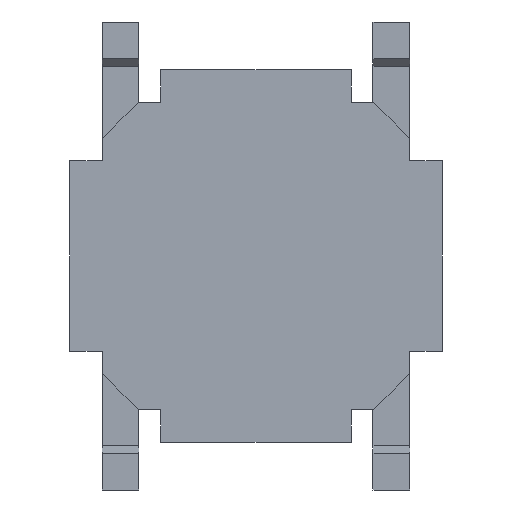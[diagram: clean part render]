
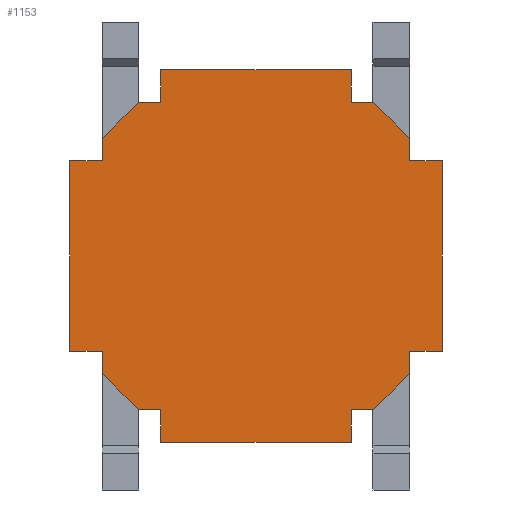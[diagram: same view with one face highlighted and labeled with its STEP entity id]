
A CAD part, left-side view. The second image highlights one B-rep face of the part: STEP entity #1153.
In plain terms, the highlighted planar face has unit normal (-1, 0, 0).
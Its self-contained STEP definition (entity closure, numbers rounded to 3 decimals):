
#18=DIRECTION('',(0.,0.707,-0.707));
#19=VECTOR('',#18,0.695);
#20=CARTESIAN_POINT('',(0.,1.609,2.1));
#21=LINE('',#20,#19);
#22=DIRECTION('',(0.,-1.,0.));
#23=VECTOR('',#22,0.309);
#24=CARTESIAN_POINT('',(0.,1.609,2.1));
#25=LINE('',#24,#23);
#26=DIRECTION('',(0.,0.,-1.));
#27=VECTOR('',#26,0.45);
#28=CARTESIAN_POINT('',(0.,1.3,2.55));
#29=LINE('',#28,#27);
#30=DIRECTION('',(0.,-1.,0.));
#31=VECTOR('',#30,2.6);
#32=CARTESIAN_POINT('',(0.,1.3,2.55));
#33=LINE('',#32,#31);
#34=DIRECTION('',(0.,0.,-1.));
#35=VECTOR('',#34,0.45);
#36=CARTESIAN_POINT('',(0.,-1.3,2.55));
#37=LINE('',#36,#35);
#38=DIRECTION('',(0.,1.,0.));
#39=VECTOR('',#38,0.309);
#40=CARTESIAN_POINT('',(0.,-1.609,2.1));
#41=LINE('',#40,#39);
#42=DIRECTION('',(0.,0.707,0.707));
#43=VECTOR('',#42,0.695);
#44=CARTESIAN_POINT('',(0.,-2.1,1.609));
#45=LINE('',#44,#43);
#46=DIRECTION('',(0.,0.,1.));
#47=VECTOR('',#46,0.309);
#48=CARTESIAN_POINT('',(0.,-2.1,1.3));
#49=LINE('',#48,#47);
#50=DIRECTION('',(0.,1.,0.));
#51=VECTOR('',#50,0.45);
#52=CARTESIAN_POINT('',(0.,-2.55,1.3));
#53=LINE('',#52,#51);
#54=DIRECTION('',(0.,0.,-1.));
#55=VECTOR('',#54,2.6);
#56=CARTESIAN_POINT('',(0.,-2.55,1.3));
#57=LINE('',#56,#55);
#58=DIRECTION('',(0.,1.,0.));
#59=VECTOR('',#58,0.45);
#60=CARTESIAN_POINT('',(0.,-2.55,-1.3));
#61=LINE('',#60,#59);
#62=DIRECTION('',(0.,0.,1.));
#63=VECTOR('',#62,0.309);
#64=CARTESIAN_POINT('',(0.,-2.1,-1.609));
#65=LINE('',#64,#63);
#66=DIRECTION('',(0.,-0.707,0.707));
#67=VECTOR('',#66,0.695);
#68=CARTESIAN_POINT('',(0.,-1.609,-2.1));
#69=LINE('',#68,#67);
#70=DIRECTION('',(0.,1.,0.));
#71=VECTOR('',#70,0.309);
#72=CARTESIAN_POINT('',(0.,-1.609,-2.1));
#73=LINE('',#72,#71);
#74=DIRECTION('',(0.,0.,1.));
#75=VECTOR('',#74,0.45);
#76=CARTESIAN_POINT('',(0.,-1.3,-2.55));
#77=LINE('',#76,#75);
#78=DIRECTION('',(0.,1.,0.));
#79=VECTOR('',#78,2.6);
#80=CARTESIAN_POINT('',(0.,-1.3,-2.55));
#81=LINE('',#80,#79);
#82=DIRECTION('',(0.,0.,1.));
#83=VECTOR('',#82,0.45);
#84=CARTESIAN_POINT('',(0.,1.3,-2.55));
#85=LINE('',#84,#83);
#86=DIRECTION('',(0.,-1.,0.));
#87=VECTOR('',#86,0.309);
#88=CARTESIAN_POINT('',(0.,1.609,-2.1));
#89=LINE('',#88,#87);
#90=DIRECTION('',(0.,-0.707,-0.707));
#91=VECTOR('',#90,0.695);
#92=CARTESIAN_POINT('',(0.,2.1,-1.609));
#93=LINE('',#92,#91);
#94=DIRECTION('',(0.,0.,-1.));
#95=VECTOR('',#94,0.309);
#96=CARTESIAN_POINT('',(0.,2.1,-1.3));
#97=LINE('',#96,#95);
#98=DIRECTION('',(0.,-1.,0.));
#99=VECTOR('',#98,0.45);
#100=CARTESIAN_POINT('',(0.,2.55,-1.3));
#101=LINE('',#100,#99);
#102=DIRECTION('',(0.,0.,1.));
#103=VECTOR('',#102,2.6);
#104=CARTESIAN_POINT('',(0.,2.55,-1.3));
#105=LINE('',#104,#103);
#106=DIRECTION('',(0.,-1.,0.));
#107=VECTOR('',#106,0.45);
#108=CARTESIAN_POINT('',(0.,2.55,1.3));
#109=LINE('',#108,#107);
#110=DIRECTION('',(0.,0.,-1.));
#111=VECTOR('',#110,0.309);
#112=CARTESIAN_POINT('',(0.,2.1,1.609));
#113=LINE('',#112,#111);
#834=CARTESIAN_POINT('',(0.,1.3,-2.55));
#835=CARTESIAN_POINT('',(0.,1.3,-2.1));
#836=VERTEX_POINT('',#834);
#837=VERTEX_POINT('',#835);
#838=CARTESIAN_POINT('',(0.,1.3,2.55));
#839=CARTESIAN_POINT('',(0.,1.3,2.1));
#840=VERTEX_POINT('',#838);
#841=VERTEX_POINT('',#839);
#842=CARTESIAN_POINT('',(0.,-1.3,-2.55));
#843=CARTESIAN_POINT('',(0.,-1.3,-2.1));
#844=VERTEX_POINT('',#842);
#845=VERTEX_POINT('',#843);
#846=CARTESIAN_POINT('',(0.,-1.3,2.55));
#847=CARTESIAN_POINT('',(0.,-1.3,2.1));
#848=VERTEX_POINT('',#846);
#849=VERTEX_POINT('',#847);
#866=CARTESIAN_POINT('',(0.,2.55,-1.3));
#867=CARTESIAN_POINT('',(0.,2.1,-1.3));
#868=VERTEX_POINT('',#866);
#869=VERTEX_POINT('',#867);
#870=CARTESIAN_POINT('',(0.,2.55,1.3));
#871=CARTESIAN_POINT('',(0.,2.1,1.3));
#872=VERTEX_POINT('',#870);
#873=VERTEX_POINT('',#871);
#874=CARTESIAN_POINT('',(0.,-2.55,1.3));
#875=CARTESIAN_POINT('',(0.,-2.1,1.3));
#876=VERTEX_POINT('',#874);
#877=VERTEX_POINT('',#875);
#878=CARTESIAN_POINT('',(0.,-2.55,-1.3));
#879=CARTESIAN_POINT('',(0.,-2.1,-1.3));
#880=VERTEX_POINT('',#878);
#881=VERTEX_POINT('',#879);
#898=CARTESIAN_POINT('',(0.,1.609,2.1));
#899=CARTESIAN_POINT('',(0.,2.1,1.609));
#900=VERTEX_POINT('',#898);
#901=VERTEX_POINT('',#899);
#902=CARTESIAN_POINT('',(0.,2.1,-1.609));
#903=CARTESIAN_POINT('',(0.,1.609,-2.1));
#904=VERTEX_POINT('',#902);
#905=VERTEX_POINT('',#903);
#906=CARTESIAN_POINT('',(0.,-1.609,-2.1));
#907=CARTESIAN_POINT('',(0.,-2.1,-1.609));
#908=VERTEX_POINT('',#906);
#909=VERTEX_POINT('',#907);
#910=CARTESIAN_POINT('',(0.,-2.1,1.609));
#911=CARTESIAN_POINT('',(0.,-1.609,2.1));
#912=VERTEX_POINT('',#910);
#913=VERTEX_POINT('',#911);
#1098=CARTESIAN_POINT('',(0.,0.,0.));
#1099=DIRECTION('',(1.,0.,0.));
#1100=DIRECTION('',(0.,1.,0.));
#1101=AXIS2_PLACEMENT_3D('',#1098,#1099,#1100);
#1102=PLANE('',#1101);
#1104=ORIENTED_EDGE('',*,*,#1103,.F.);
#1106=ORIENTED_EDGE('',*,*,#1105,.T.);
#1108=ORIENTED_EDGE('',*,*,#1107,.F.);
#1110=ORIENTED_EDGE('',*,*,#1109,.T.);
#1112=ORIENTED_EDGE('',*,*,#1111,.T.);
#1114=ORIENTED_EDGE('',*,*,#1113,.F.);
#1116=ORIENTED_EDGE('',*,*,#1115,.F.);
#1118=ORIENTED_EDGE('',*,*,#1117,.F.);
#1120=ORIENTED_EDGE('',*,*,#1119,.F.);
#1122=ORIENTED_EDGE('',*,*,#1121,.T.);
#1124=ORIENTED_EDGE('',*,*,#1123,.T.);
#1126=ORIENTED_EDGE('',*,*,#1125,.F.);
#1128=ORIENTED_EDGE('',*,*,#1127,.F.);
#1130=ORIENTED_EDGE('',*,*,#1129,.T.);
#1132=ORIENTED_EDGE('',*,*,#1131,.F.);
#1134=ORIENTED_EDGE('',*,*,#1133,.T.);
#1136=ORIENTED_EDGE('',*,*,#1135,.T.);
#1138=ORIENTED_EDGE('',*,*,#1137,.F.);
#1140=ORIENTED_EDGE('',*,*,#1139,.F.);
#1142=ORIENTED_EDGE('',*,*,#1141,.F.);
#1144=ORIENTED_EDGE('',*,*,#1143,.F.);
#1146=ORIENTED_EDGE('',*,*,#1145,.T.);
#1148=ORIENTED_EDGE('',*,*,#1147,.T.);
#1150=ORIENTED_EDGE('',*,*,#1149,.F.);
#1151=EDGE_LOOP('',(#1104,#1106,#1108,#1110,#1112,#1114,#1116,#1118,#1120,#1122,
#1124,#1126,#1128,#1130,#1132,#1134,#1136,#1138,#1140,#1142,#1144,#1146,#1148,
#1150));
#1152=FACE_OUTER_BOUND('',#1151,.F.);
#1153=ADVANCED_FACE('',(#1152),#1102,.F.);
#1103=EDGE_CURVE('',#900,#901,#21,.T.);
#1105=EDGE_CURVE('',#900,#841,#25,.T.);
#1107=EDGE_CURVE('',#840,#841,#29,.T.);
#1109=EDGE_CURVE('',#840,#848,#33,.T.);
#1111=EDGE_CURVE('',#848,#849,#37,.T.);
#1113=EDGE_CURVE('',#913,#849,#41,.T.);
#1115=EDGE_CURVE('',#912,#913,#45,.T.);
#1117=EDGE_CURVE('',#877,#912,#49,.T.);
#1119=EDGE_CURVE('',#876,#877,#53,.T.);
#1121=EDGE_CURVE('',#876,#880,#57,.T.);
#1123=EDGE_CURVE('',#880,#881,#61,.T.);
#1125=EDGE_CURVE('',#909,#881,#65,.T.);
#1127=EDGE_CURVE('',#908,#909,#69,.T.);
#1129=EDGE_CURVE('',#908,#845,#73,.T.);
#1131=EDGE_CURVE('',#844,#845,#77,.T.);
#1133=EDGE_CURVE('',#844,#836,#81,.T.);
#1135=EDGE_CURVE('',#836,#837,#85,.T.);
#1137=EDGE_CURVE('',#905,#837,#89,.T.);
#1139=EDGE_CURVE('',#904,#905,#93,.T.);
#1141=EDGE_CURVE('',#869,#904,#97,.T.);
#1143=EDGE_CURVE('',#868,#869,#101,.T.);
#1145=EDGE_CURVE('',#868,#872,#105,.T.);
#1147=EDGE_CURVE('',#872,#873,#109,.T.);
#1149=EDGE_CURVE('',#901,#873,#113,.T.);
